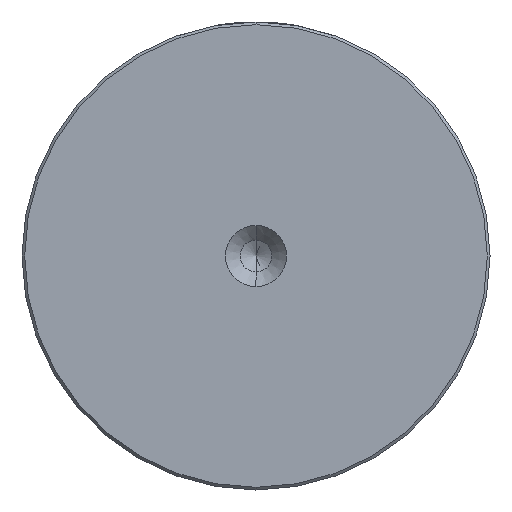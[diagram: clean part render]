
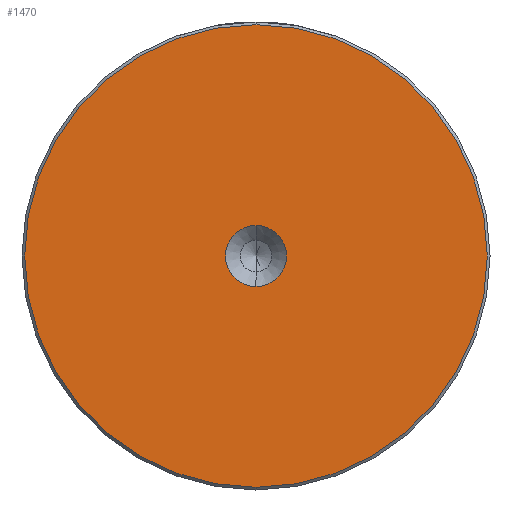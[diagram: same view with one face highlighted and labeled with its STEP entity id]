
A CAD part, left-side view. The second image highlights one B-rep face of the part: STEP entity #1470.
In plain terms, the highlighted planar face has unit normal (-1, 0, 0).
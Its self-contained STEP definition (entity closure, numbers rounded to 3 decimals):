
#75 = EDGE_LOOP ( 'NONE', ( #1719, #79 ) ) ;
#79 = ORIENTED_EDGE ( 'NONE', *, *, #1804, .F. ) ;
#148 = EDGE_CURVE ( 'NONE', #2237, #1007, #2260, .T. ) ;
#170 = DIRECTION ( 'NONE',  ( 0., 0., 1. ) ) ;
#198 = DIRECTION ( 'NONE',  ( -1., 0., 0. ) ) ;
#427 = ORIENTED_EDGE ( 'NONE', *, *, #1996, .T. ) ;
#480 = DIRECTION ( 'NONE',  ( -1., 0., 0. ) ) ;
#510 = CARTESIAN_POINT ( 'NONE',  ( 0., 0., -5.6 ) ) ;
#547 = DIRECTION ( 'NONE',  ( -1., 0., 0. ) ) ;
#653 = CIRCLE ( 'NONE', #1288, 5.6 ) ;
#923 = AXIS2_PLACEMENT_3D ( 'NONE', #2376, #2370, #2261 ) ;
#932 = CIRCLE ( 'NONE', #1096, 5.6 ) ;
#989 = PLANE ( 'NONE',  #2506 ) ;
#1007 = VERTEX_POINT ( 'NONE', #1323 ) ;
#1036 = FACE_OUTER_BOUND ( 'NONE', #1274, .T. ) ;
#1059 = AXIS2_PLACEMENT_3D ( 'NONE', #1699, #480, #1900 ) ;
#1096 = AXIS2_PLACEMENT_3D ( 'NONE', #1418, #198, #1635 ) ;
#1142 = ORIENTED_EDGE ( 'NONE', *, *, #148, .T. ) ;
#1274 = EDGE_LOOP ( 'NONE', ( #1142, #427 ) ) ;
#1288 = AXIS2_PLACEMENT_3D ( 'NONE', #1769, #547, #1980 ) ;
#1323 = CARTESIAN_POINT ( 'NONE',  ( 0., 0., 42.5 ) ) ;
#1390 = DIRECTION ( 'NONE',  ( -1., 0., 0. ) ) ;
#1418 = CARTESIAN_POINT ( 'NONE',  ( 0., 0., 0. ) ) ;
#1470 = ADVANCED_FACE ( 'NONE', ( #1036, #1500 ), #989, .T. ) ;
#1500 = FACE_BOUND ( 'NONE', #75, .T. ) ;
#1635 = DIRECTION ( 'NONE',  ( 0., 0., 1. ) ) ;
#1660 = EDGE_CURVE ( 'NONE', #2686, #2542, #653, .T. ) ;
#1699 = CARTESIAN_POINT ( 'NONE',  ( 0., 0., 0. ) ) ;
#1719 = ORIENTED_EDGE ( 'NONE', *, *, #1660, .F. ) ;
#1728 = CARTESIAN_POINT ( 'NONE',  ( 0., 0., 5.6 ) ) ;
#1765 = CARTESIAN_POINT ( 'NONE',  ( 0., 0., -42.5 ) ) ;
#1769 = CARTESIAN_POINT ( 'NONE',  ( 0., 0., 0. ) ) ;
#1798 = CARTESIAN_POINT ( 'NONE',  ( 0., 0., 0. ) ) ;
#1804 = EDGE_CURVE ( 'NONE', #2542, #2686, #932, .T. ) ;
#1900 = DIRECTION ( 'NONE',  ( 0., 0., 1. ) ) ;
#1913 = CIRCLE ( 'NONE', #1059, 42.5 ) ;
#1980 = DIRECTION ( 'NONE',  ( 0., 0., 1. ) ) ;
#1996 = EDGE_CURVE ( 'NONE', #1007, #2237, #1913, .T. ) ;
#2237 = VERTEX_POINT ( 'NONE', #1765 ) ;
#2260 = CIRCLE ( 'NONE', #923, 42.5 ) ;
#2261 = DIRECTION ( 'NONE',  ( 0., 0., 1. ) ) ;
#2370 = DIRECTION ( 'NONE',  ( -1., 0., 0. ) ) ;
#2376 = CARTESIAN_POINT ( 'NONE',  ( 0., 0., 0. ) ) ;
#2506 = AXIS2_PLACEMENT_3D ( 'NONE', #1798, #1390, #170 ) ;
#2542 = VERTEX_POINT ( 'NONE', #510 ) ;
#2686 = VERTEX_POINT ( 'NONE', #1728 ) ;
